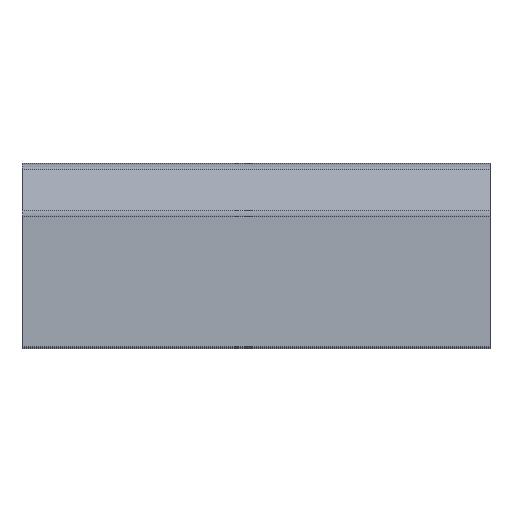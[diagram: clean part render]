
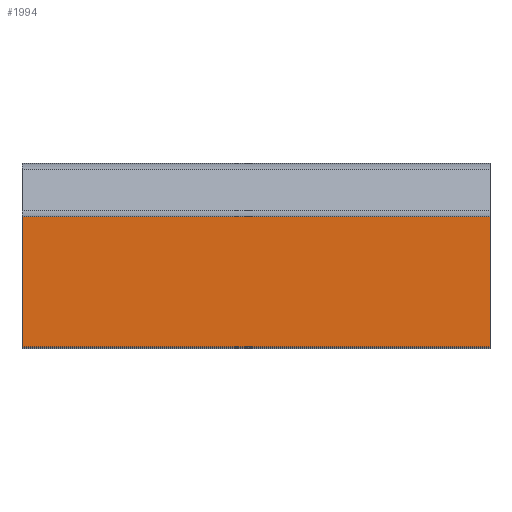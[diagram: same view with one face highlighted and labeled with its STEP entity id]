
A CAD part, top view. The second image highlights one B-rep face of the part: STEP entity #1994.
In plain terms, the highlighted planar face has unit normal (0, 0, 1).
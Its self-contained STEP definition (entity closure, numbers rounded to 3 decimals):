
#230=PLANE('',#2086);
#338=FACE_OUTER_BOUND('',#454,.T.);
#454=EDGE_LOOP('',(#1834,#1835,#1836,#1837));
#586=LINE('',#3855,#744);
#596=LINE('',#3884,#754);
#611=LINE('',#3927,#769);
#612=LINE('',#3928,#770);
#744=VECTOR('',#2306,10.);
#754=VECTOR('',#2330,10.);
#769=VECTOR('',#2379,10.);
#770=VECTOR('',#2380,10.);
#966=VERTEX_POINT('',#3852);
#967=VERTEX_POINT('',#3854);
#979=VERTEX_POINT('',#3882);
#990=VERTEX_POINT('',#3926);
#1242=EDGE_CURVE('',#966,#967,#586,.T.);
#1258=EDGE_CURVE('',#966,#979,#596,.T.);
#1279=EDGE_CURVE('',#979,#990,#611,.T.);
#1280=EDGE_CURVE('',#990,#967,#612,.T.);
#1834=ORIENTED_EDGE('',*,*,#1258,.T.);
#1835=ORIENTED_EDGE('',*,*,#1279,.T.);
#1836=ORIENTED_EDGE('',*,*,#1280,.T.);
#1837=ORIENTED_EDGE('',*,*,#1242,.F.);
#1994=ADVANCED_FACE('',(#338),#230,.F.);
#2086=AXIS2_PLACEMENT_3D('',#3925,#2377,#2378);
#2306=DIRECTION('',(-1.,0.,0.));
#2330=DIRECTION('',(0.,1.,0.));
#2377=DIRECTION('center_axis',(0.,0.,-1.));
#2378=DIRECTION('ref_axis',(0.,-1.,0.));
#2379=DIRECTION('',(-1.,0.,0.));
#2380=DIRECTION('',(0.,-1.,0.));
#3852=CARTESIAN_POINT('',(1.525,-0.35,3.175));
#3854=CARTESIAN_POINT('',(-1.525,-0.35,3.175));
#3855=CARTESIAN_POINT('',(1.525,-0.35,3.175));
#3882=CARTESIAN_POINT('',(1.525,0.5,3.175));
#3884=CARTESIAN_POINT('',(1.525,-0.35,3.175));
#3925=CARTESIAN_POINT('Origin',(1.525,0.5,3.175));
#3926=CARTESIAN_POINT('',(-1.525,0.5,3.175));
#3927=CARTESIAN_POINT('',(1.525,0.5,3.175));
#3928=CARTESIAN_POINT('',(-1.525,-0.35,3.175));
